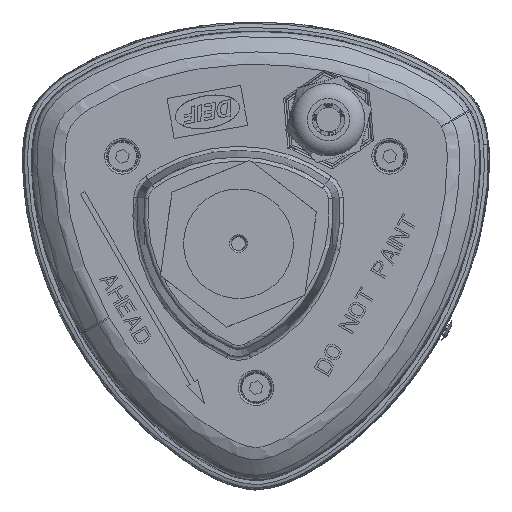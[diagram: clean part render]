
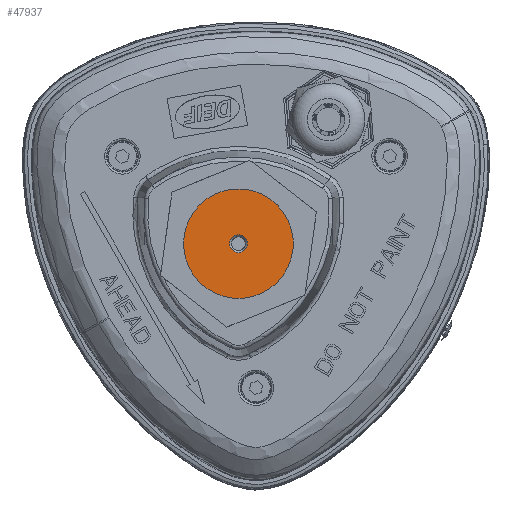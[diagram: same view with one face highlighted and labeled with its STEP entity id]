
A CAD part, front view. The second image highlights one B-rep face of the part: STEP entity #47937.
In plain terms, the highlighted planar face has unit normal (0, -1, 0).
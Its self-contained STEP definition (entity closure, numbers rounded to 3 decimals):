
#10595=FACE_BOUND('',#13450,.T.);
#10800=FACE_OUTER_BOUND('',#13449,.T.);
#13449=EDGE_LOOP('',(#29484));
#13450=EDGE_LOOP('',(#29485));
#16263=CIRCLE('',#50615,2.2);
#16267=CIRCLE('',#50622,13.5);
#17719=VERTEX_POINT('',#67186);
#17723=VERTEX_POINT('',#67200);
#22293=EDGE_CURVE('',#17719,#17719,#16263,.T.);
#22299=EDGE_CURVE('',#17723,#17723,#16267,.T.);
#29484=ORIENTED_EDGE('',*,*,#22299,.F.);
#29485=ORIENTED_EDGE('',*,*,#22293,.T.);
#43552=PLANE('',#50636);
#47937=ADVANCED_FACE('',(#10800,#10595),#43552,.F.);
#50615=AXIS2_PLACEMENT_3D('',#67188,#54793,#54794);
#50622=AXIS2_PLACEMENT_3D('',#67201,#54809,#54810);
#50636=AXIS2_PLACEMENT_3D('',#67366,#54841,#54842);
#54793=DIRECTION('center_axis',(0.,1.,0.));
#54794=DIRECTION('ref_axis',(0.966,0.,-0.259));
#54809=DIRECTION('center_axis',(0.,1.,0.));
#54810=DIRECTION('ref_axis',(0.966,0.,-0.259));
#54841=DIRECTION('center_axis',(0.,1.,0.));
#54842=DIRECTION('ref_axis',(0.966,0.,-0.259));
#67186=CARTESIAN_POINT('',(-2.205,-138.448,-3.069));
#67188=CARTESIAN_POINT('Origin',(-4.33,-138.448,-2.5));
#67200=CARTESIAN_POINT('',(8.71,-138.448,-5.994));
#67201=CARTESIAN_POINT('Origin',(-4.33,-138.448,-2.5));
#67366=CARTESIAN_POINT('Origin',(-4.33,-138.448,-2.5));
